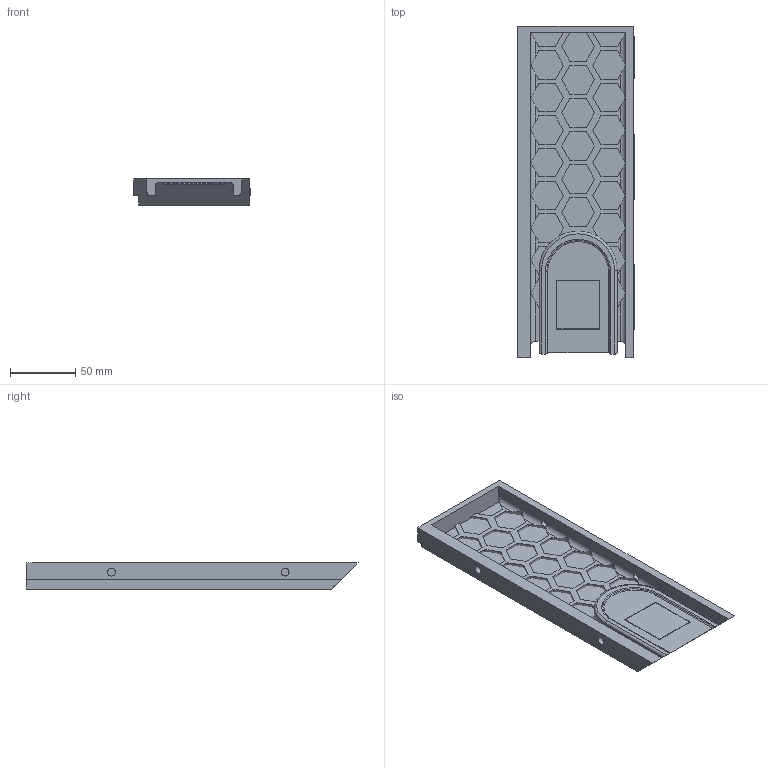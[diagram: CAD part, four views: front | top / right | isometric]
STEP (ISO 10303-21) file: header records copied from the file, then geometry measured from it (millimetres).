
FILE_DESCRIPTION(/* description */ ('STEP AP242','CAx-IF Rec.Pracs.---Representation and Presentation of Product Manufacturing Information (PMI)---4.0---2014-10-13','CAx-IF Rec.Pracs.---3D Tessellated Geometry---0.4---2014-09-14','2;1'),/* implementation_level */ '2;1');
FILE_NAME(/* name */ '68138e484e78ef3d785b9d34',/* time_stamp */ '2025-05-01T15:07:53Z',/* author */ (''),/* organization */ (''),/* preprocessor_version */ 'ST-DEVELOPER v20',/* originating_system */ 'ONSHAPE BY PTC INC, 1.197',/* authorisation */ ' ');
FILE_SCHEMA (('AP242_MANAGED_MODEL_BASED_3D_ENGINEERING_MIM_LF { 1 0 10303 442 1 1 4 }'));
Length unit declared in the file: metre
Products named in the file (3): Part 3; Part 2; TopSkirts v14
Bounding box: 89.75 x 255 x 20 mm (x, y, z)
Volume: 260267.8 mm3; surface area: 98300.4 mm2
Topology: 3 solids, 3 shells, 258 faces, 738 edges, 474 vertices
Faces by surface type: plane 196, cylinder 53, sphere 6, bspline 2, torus 1
Full cylindrical faces by diameter (mm): 2.9 x2, 3.1 x3, 5.5 x2, 6.01 x2
Entity records: 8631 total; most frequent: CARTESIAN_POINT 1716, ORIENTED_EDGE 1454, DIRECTION 1344, EDGE_CURVE 727, LINE 606, VECTOR 606, VERTEX_POINT 472, AXIS2_PLACEMENT_3D 369
